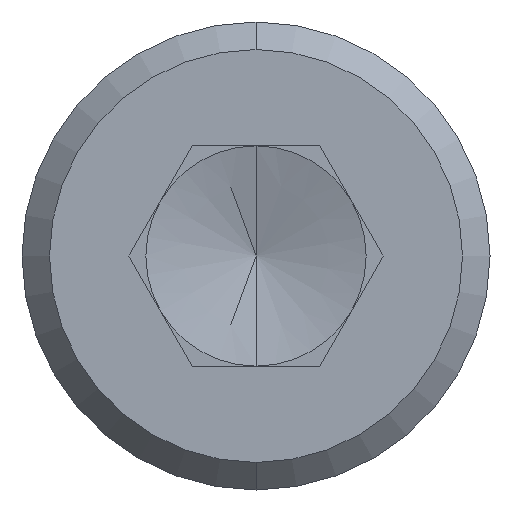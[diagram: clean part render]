
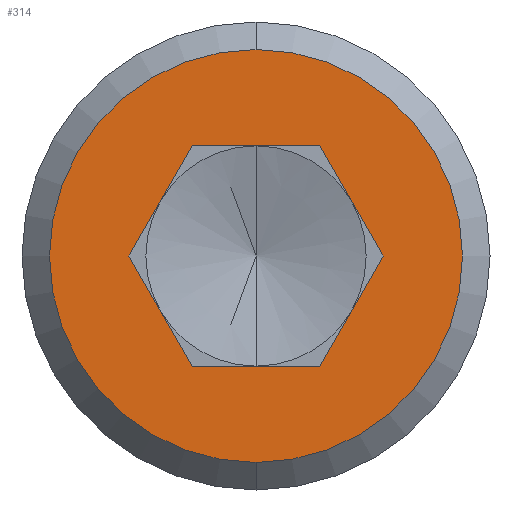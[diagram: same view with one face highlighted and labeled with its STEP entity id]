
A CAD part, left-side view. The second image highlights one B-rep face of the part: STEP entity #314.
In plain terms, the highlighted planar face has unit normal (-1, 0, 0).
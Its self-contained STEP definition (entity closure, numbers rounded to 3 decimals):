
#1=CARTESIAN_POINT('',(-5.,0.,0.));
#2=DIRECTION('',(-1.,0.,0.));
#3=DIRECTION('',(0.,0.,-1.));
#4=AXIS2_PLACEMENT_3D('',#1,#2,#3);
#6=CARTESIAN_POINT('',(-5.,0.,0.));
#7=DIRECTION('',(-1.,0.,0.));
#8=DIRECTION('',(0.,0.,1.));
#9=AXIS2_PLACEMENT_3D('',#6,#7,#8);
#11=DIRECTION('',(0.,0.5,-0.866));
#12=VECTOR('',#11,2.309);
#13=CARTESIAN_POINT('',(-5.,-2.309,0.));
#14=LINE('',#13,#12);
#15=DIRECTION('',(0.,-0.5,-0.866));
#16=VECTOR('',#15,2.309);
#17=CARTESIAN_POINT('',(-5.,-1.155,2.));
#18=LINE('',#17,#16);
#19=DIRECTION('',(0.,-0.5,0.866));
#20=VECTOR('',#19,2.309);
#21=CARTESIAN_POINT('',(-5.,2.309,0.));
#22=LINE('',#21,#20);
#23=DIRECTION('',(0.,0.5,0.866));
#24=VECTOR('',#23,2.309);
#25=CARTESIAN_POINT('',(-5.,1.155,-2.));
#26=LINE('',#25,#24);
#113=DIRECTION('',(0.,-1.,0.));
#114=VECTOR('',#113,2.309);
#115=CARTESIAN_POINT('',(-5.,1.155,-2.));
#116=LINE('',#115,#114);
#129=DIRECTION('',(0.,1.,0.));
#130=VECTOR('',#129,2.309);
#131=CARTESIAN_POINT('',(-5.,-1.155,2.));
#132=LINE('',#131,#130);
#227=CARTESIAN_POINT('',(-5.,-2.309,0.));
#228=CARTESIAN_POINT('',(-5.,-1.155,-2.));
#229=VERTEX_POINT('',#227);
#230=VERTEX_POINT('',#228);
#231=CARTESIAN_POINT('',(-5.,1.155,-2.));
#232=VERTEX_POINT('',#231);
#233=CARTESIAN_POINT('',(-5.,2.309,0.));
#234=VERTEX_POINT('',#233);
#235=CARTESIAN_POINT('',(-5.,1.155,2.));
#236=VERTEX_POINT('',#235);
#237=CARTESIAN_POINT('',(-5.,-1.155,2.));
#238=VERTEX_POINT('',#237);
#263=CARTESIAN_POINT('',(-5.,0.,3.75));
#265=VERTEX_POINT('',#263);
#267=CARTESIAN_POINT('',(-5.,0.,-3.75));
#269=VERTEX_POINT('',#267);
#289=CARTESIAN_POINT('',(-5.,0.,0.));
#290=DIRECTION('',(1.,0.,0.));
#291=DIRECTION('',(0.,0.,-1.));
#292=AXIS2_PLACEMENT_3D('',#289,#290,#291);
#293=PLANE('',#292);
#295=ORIENTED_EDGE('',*,*,#294,.F.);
#297=ORIENTED_EDGE('',*,*,#296,.F.);
#298=EDGE_LOOP('',(#295,#297));
#299=FACE_OUTER_BOUND('',#298,.F.);
#301=ORIENTED_EDGE('',*,*,#300,.F.);
#303=ORIENTED_EDGE('',*,*,#302,.F.);
#305=ORIENTED_EDGE('',*,*,#304,.T.);
#307=ORIENTED_EDGE('',*,*,#306,.F.);
#309=ORIENTED_EDGE('',*,*,#308,.F.);
#311=ORIENTED_EDGE('',*,*,#310,.T.);
#312=EDGE_LOOP('',(#301,#303,#305,#307,#309,#311));
#313=FACE_BOUND('',#312,.F.);
#314=ADVANCED_FACE('',(#299,#313),#293,.F.);
#5=CIRCLE('',#4,3.75);
#10=CIRCLE('',#9,3.75);
#294=EDGE_CURVE('',#269,#265,#5,.T.);
#296=EDGE_CURVE('',#265,#269,#10,.T.);
#300=EDGE_CURVE('',#229,#230,#14,.T.);
#302=EDGE_CURVE('',#238,#229,#18,.T.);
#304=EDGE_CURVE('',#238,#236,#132,.T.);
#306=EDGE_CURVE('',#234,#236,#22,.T.);
#308=EDGE_CURVE('',#232,#234,#26,.T.);
#310=EDGE_CURVE('',#232,#230,#116,.T.);
